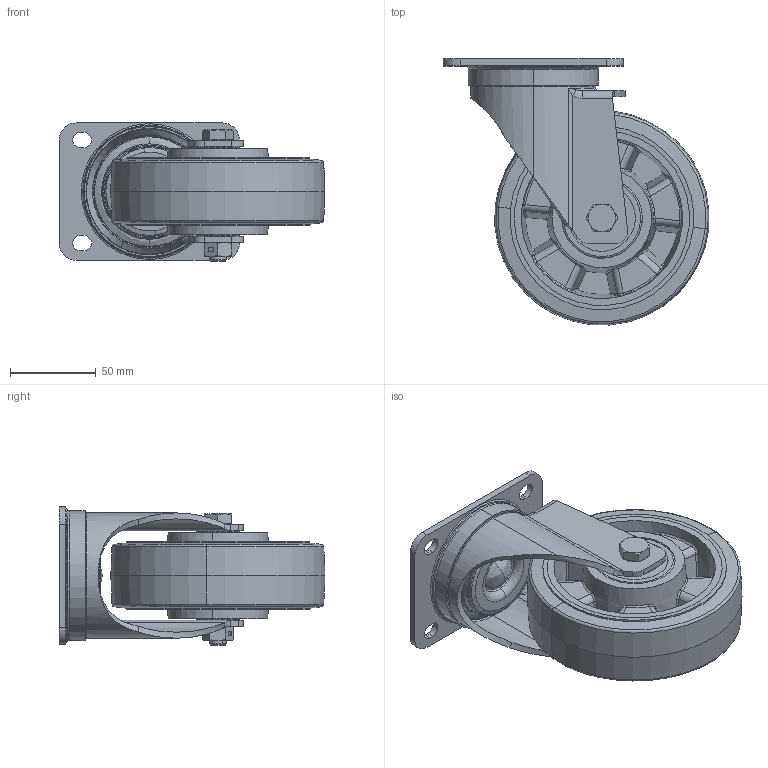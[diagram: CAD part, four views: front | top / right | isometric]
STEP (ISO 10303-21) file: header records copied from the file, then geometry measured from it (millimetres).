
FILE_DESCRIPTION (( 'STEP AP214' ), '1' );
FILE_NAME ('0020251_L-IM-EGA-125-K-3.STEP', '2017-05-24T11:58:31', ( '' ), ( '' ), 'SwSTEP 2.0', 'SolidWorks 2016', '' );
FILE_SCHEMA (( 'AUTOMOTIVE_DESIGN' ));
Length unit declared in the file: millimetre
Products named in the file (1): 0020251_L-IM-EGA-125-K-3
Bounding box: 154.84 x 154.84 x 80.5 mm (x, y, z)
Surface area: 154893.8 mm2 (no closed solid volume)
Topology: 0 solids, 22 shells, 709 faces, 1895 edges, 1211 vertices
Faces by surface type: plane 299, cylinder 159, bspline 131, cone 78, torus 42
Entity records: 35975 total; most frequent: CARTESIAN_POINT 11204, DIRECTION 3478, ORIENTED_EDGE 3413, EDGE_CURVE 1891, AXIS2_PLACEMENT_3D 1266, VERTEX_POINT 1211, VECTOR 946, LINE 946
